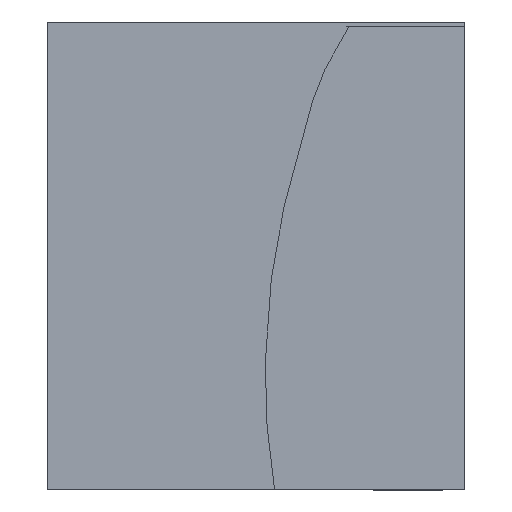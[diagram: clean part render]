
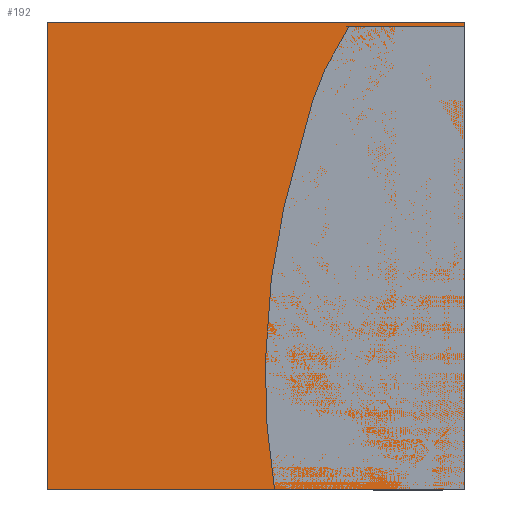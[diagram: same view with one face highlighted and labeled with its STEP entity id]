
A CAD part, front view. The second image highlights one B-rep face of the part: STEP entity #192.
In plain terms, the highlighted planar face has unit normal (0, -1, 0).
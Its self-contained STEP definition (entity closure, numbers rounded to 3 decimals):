
#29=FACE_OUTER_BOUND('',#41,.T.);
#41=EDGE_LOOP('',(#154,#155,#156,#157));
#57=LINE('',#1308,#77);
#58=LINE('',#1311,#78);
#59=LINE('',#1313,#79);
#60=LINE('',#1314,#80);
#77=VECTOR('',#248,10.);
#78=VECTOR('',#251,10.);
#79=VECTOR('',#252,10.);
#80=VECTOR('',#253,10.);
#94=VERTEX_POINT('',#1301);
#97=VERTEX_POINT('',#1306);
#98=VERTEX_POINT('',#1310);
#99=VERTEX_POINT('',#1312);
#117=EDGE_CURVE('',#94,#97,#57,.T.);
#118=EDGE_CURVE('',#98,#94,#58,.T.);
#119=EDGE_CURVE('',#99,#97,#59,.T.);
#120=EDGE_CURVE('',#98,#99,#60,.T.);
#154=ORIENTED_EDGE('',*,*,#118,.T.);
#155=ORIENTED_EDGE('',*,*,#117,.T.);
#156=ORIENTED_EDGE('',*,*,#119,.F.);
#157=ORIENTED_EDGE('',*,*,#120,.F.);
#180=PLANE('',#218);
#192=ADVANCED_FACE('',(#29),#180,.T.);
#218=AXIS2_PLACEMENT_3D('',#1309,#249,#250);
#248=DIRECTION('',(0.,0.,1.));
#249=DIRECTION('center_axis',(0.,-1.,0.));
#250=DIRECTION('ref_axis',(1.,0.,0.));
#251=DIRECTION('',(1.,0.,0.));
#252=DIRECTION('',(1.,0.,0.));
#253=DIRECTION('',(0.,0.,1.));
#1301=CARTESIAN_POINT('',(250.,0.,0.));
#1306=CARTESIAN_POINT('',(250.,0.,280.));
#1308=CARTESIAN_POINT('',(250.,0.,0.));
#1309=CARTESIAN_POINT('Origin',(0.,0.,0.));
#1310=CARTESIAN_POINT('',(0.,0.,0.));
#1311=CARTESIAN_POINT('',(0.,0.,0.));
#1312=CARTESIAN_POINT('',(0.,0.,280.));
#1313=CARTESIAN_POINT('',(0.,0.,280.));
#1314=CARTESIAN_POINT('',(0.,0.,0.));
